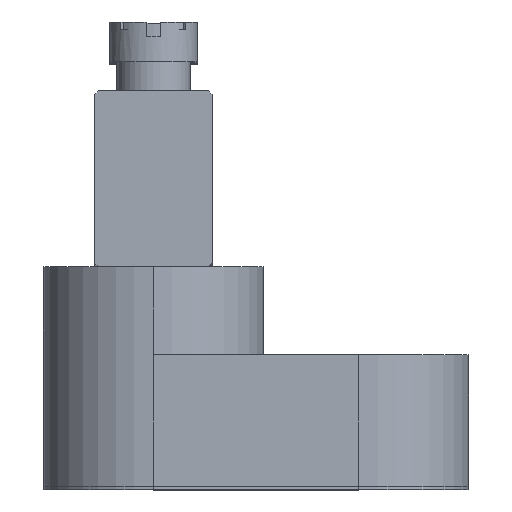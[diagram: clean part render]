
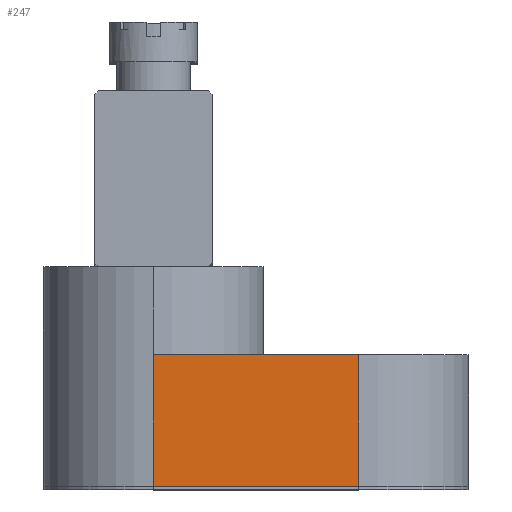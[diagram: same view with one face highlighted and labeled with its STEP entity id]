
A CAD part, top view. The second image highlights one B-rep face of the part: STEP entity #247.
In plain terms, the highlighted planar face has unit normal (0, 0, 1).
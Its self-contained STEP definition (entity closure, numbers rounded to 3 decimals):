
#89 = ORIENTED_EDGE ( 'NONE', *, *, #3156, .F. ) ;
#97 = ORIENTED_EDGE ( 'NONE', *, *, #3056, .T. ) ;
#247 = ADVANCED_FACE ( 'NONE', ( #2307 ), #2238, .F. ) ;
#556 = VERTEX_POINT ( 'NONE', #8500 ) ;
#659 = DIRECTION ( 'NONE',  ( 1., 0., 0. ) ) ;
#700 = CARTESIAN_POINT ( 'NONE',  ( -14.5, 9., 7.5 ) ) ;
#847 = DIRECTION ( 'NONE',  ( 0., 1., 0. ) ) ;
#859 = CARTESIAN_POINT ( 'NONE',  ( -14.5, 0., 7.5 ) ) ;
#1062 = DIRECTION ( 'NONE',  ( 1., 0., 0. ) ) ;
#1339 = CARTESIAN_POINT ( 'NONE',  ( -7., -10.607, 7.5 ) ) ;
#1803 = VECTOR ( 'NONE', #1062, 1000. ) ;
#1997 = VERTEX_POINT ( 'NONE', #3800 ) ;
#2112 = VERTEX_POINT ( 'NONE', #8583 ) ;
#2238 = PLANE ( 'NONE',  #4133 ) ;
#2261 = DIRECTION ( 'NONE',  ( -1., 0., 0. ) ) ;
#2264 = DIRECTION ( 'NONE',  ( 0., 0., -1. ) ) ;
#2307 = FACE_OUTER_BOUND ( 'NONE', #2993, .T. ) ;
#2371 = CARTESIAN_POINT ( 'NONE',  ( -14.5, 9., 7.5 ) ) ;
#2924 = CARTESIAN_POINT ( 'NONE',  ( -7., 0., 7.5 ) ) ;
#2993 = EDGE_LOOP ( 'NONE', ( #97, #3680, #89, #7120 ) ) ;
#3056 = EDGE_CURVE ( 'NONE', #556, #2112, #5932, .T. ) ;
#3144 = EDGE_CURVE ( 'NONE', #8076, #556, #5312, .T. ) ;
#3156 = EDGE_CURVE ( 'NONE', #8076, #1997, #7065, .T. ) ;
#3174 = EDGE_CURVE ( 'NONE', #1997, #2112, #3415, .T. ) ;
#3366 = CARTESIAN_POINT ( 'NONE',  ( 7., -10.607, 7.5 ) ) ;
#3374 = DIRECTION ( 'NONE',  ( 0., 1., 0. ) ) ;
#3415 = LINE ( 'NONE', #700, #6620 ) ;
#3680 = ORIENTED_EDGE ( 'NONE', *, *, #3174, .F. ) ;
#3800 = CARTESIAN_POINT ( 'NONE',  ( -7., 9., 7.5 ) ) ;
#4133 = AXIS2_PLACEMENT_3D ( 'NONE', #2371, #2264, #2261 ) ;
#5312 = LINE ( 'NONE', #859, #1803 ) ;
#5932 = LINE ( 'NONE', #3366, #7480 ) ;
#6620 = VECTOR ( 'NONE', #659, 1000. ) ;
#6840 = VECTOR ( 'NONE', #847, 1000. ) ;
#7065 = LINE ( 'NONE', #1339, #6840 ) ;
#7120 = ORIENTED_EDGE ( 'NONE', *, *, #3144, .T. ) ;
#7480 = VECTOR ( 'NONE', #3374, 1000. ) ;
#8076 = VERTEX_POINT ( 'NONE', #2924 ) ;
#8500 = CARTESIAN_POINT ( 'NONE',  ( 7., 0., 7.5 ) ) ;
#8583 = CARTESIAN_POINT ( 'NONE',  ( 7., 9., 7.5 ) ) ;
